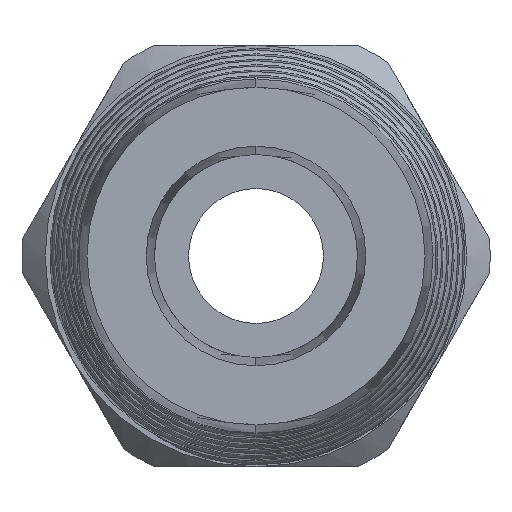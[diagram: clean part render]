
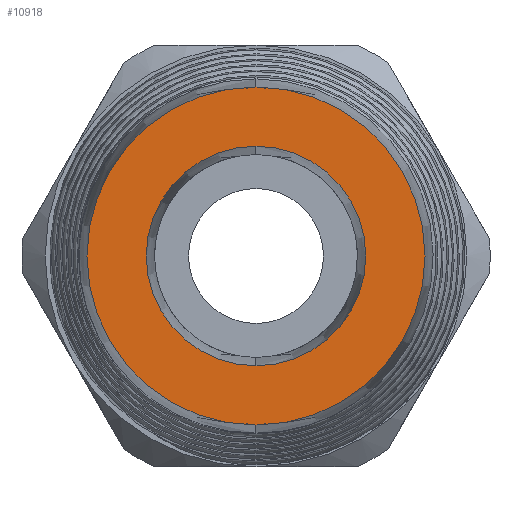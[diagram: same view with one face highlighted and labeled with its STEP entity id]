
A CAD part, left-side view. The second image highlights one B-rep face of the part: STEP entity #10918.
In plain terms, the highlighted planar face has unit normal (-1, 0, 0).
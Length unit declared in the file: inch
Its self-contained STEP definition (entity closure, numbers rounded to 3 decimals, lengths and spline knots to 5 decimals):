
#520 = ORIENTED_EDGE ( 'NONE', *, *, #7632, .F. ) ;
#921 = VERTEX_POINT ( 'NONE', #11453 ) ;
#1213 = VERTEX_POINT ( 'NONE', #11541 ) ;
#2524 = DIRECTION ( 'NONE',  ( 0., 0., 1. ) ) ;
#2525 = DIRECTION ( 'NONE',  ( -1., 0., 0. ) ) ;
#2526 = CARTESIAN_POINT ( 'NONE',  ( -2.79, 0., 0. ) ) ;
#2535 = AXIS2_PLACEMENT_3D ( 'NONE', #2526, #2525, #2524 ) ;
#2536 = PLANE ( 'NONE',  #2535 ) ;
#2538 = FACE_BOUND ( 'NONE', #9265, .T. ) ;
#2539 = FACE_OUTER_BOUND ( 'NONE', #10915, .T. ) ;
#6279 = DIRECTION ( 'NONE',  ( 0., 0., 1. ) ) ;
#6280 = DIRECTION ( 'NONE',  ( -1., 0., 0. ) ) ;
#6281 = CARTESIAN_POINT ( 'NONE',  ( -2.79, 0., 0. ) ) ;
#6282 = AXIS2_PLACEMENT_3D ( 'NONE', #6281, #6280, #6279 ) ;
#6283 = CIRCLE ( 'NONE', #6282, 0.19511 ) ;
#6678 = VERTEX_POINT ( 'NONE', #9439 ) ;
#6699 = VERTEX_POINT ( 'NONE', #9438 ) ;
#6715 = EDGE_CURVE ( 'NONE', #6699, #6678, #9578, .T. ) ;
#7632 = EDGE_CURVE ( 'NONE', #1213, #921, #9756, .T. ) ;
#9022 = ORIENTED_EDGE ( 'NONE', *, *, #6715, .T. ) ;
#9023 = EDGE_CURVE ( 'NONE', #6678, #6699, #9895, .T. ) ;
#9028 = ORIENTED_EDGE ( 'NONE', *, *, #9023, .T. ) ;
#9263 = EDGE_CURVE ( 'NONE', #921, #1213, #6283, .T. ) ;
#9264 = ORIENTED_EDGE ( 'NONE', *, *, #9263, .F. ) ;
#9265 = EDGE_LOOP ( 'NONE', ( #9264, #520 ) ) ;
#9438 = CARTESIAN_POINT ( 'NONE',  ( -2.79, 0., -0.30057 ) ) ;
#9439 = CARTESIAN_POINT ( 'NONE',  ( -2.79, 0., 0.30057 ) ) ;
#9574 = DIRECTION ( 'NONE',  ( 0., 0., 1. ) ) ;
#9575 = DIRECTION ( 'NONE',  ( -1., 0., 0. ) ) ;
#9576 = CARTESIAN_POINT ( 'NONE',  ( -2.79, 0., 0. ) ) ;
#9577 = AXIS2_PLACEMENT_3D ( 'NONE', #9576, #9575, #9574 ) ;
#9578 = CIRCLE ( 'NONE', #9577, 0.30057 ) ;
#9752 = DIRECTION ( 'NONE',  ( 0., 0., 1. ) ) ;
#9753 = DIRECTION ( 'NONE',  ( -1., 0., 0. ) ) ;
#9754 = CARTESIAN_POINT ( 'NONE',  ( -2.79, 0., 0. ) ) ;
#9755 = AXIS2_PLACEMENT_3D ( 'NONE', #9754, #9753, #9752 ) ;
#9756 = CIRCLE ( 'NONE', #9755, 0.19511 ) ;
#9892 = DIRECTION ( 'NONE',  ( 0., 0., 1. ) ) ;
#9893 = DIRECTION ( 'NONE',  ( -1., 0., 0. ) ) ;
#9894 = AXIS2_PLACEMENT_3D ( 'NONE', #9904, #9893, #9892 ) ;
#9895 = CIRCLE ( 'NONE', #9894, 0.30057 ) ;
#9904 = CARTESIAN_POINT ( 'NONE',  ( -2.79, 0., 0. ) ) ;
#10915 = EDGE_LOOP ( 'NONE', ( #9028, #9022 ) ) ;
#10918 = ADVANCED_FACE ( 'NONE', ( #2539, #2538 ), #2536, .T. ) ;
#11453 = CARTESIAN_POINT ( 'NONE',  ( -2.79, 0., 0.19511 ) ) ;
#11541 = CARTESIAN_POINT ( 'NONE',  ( -2.79, 0., -0.19511 ) ) ;
